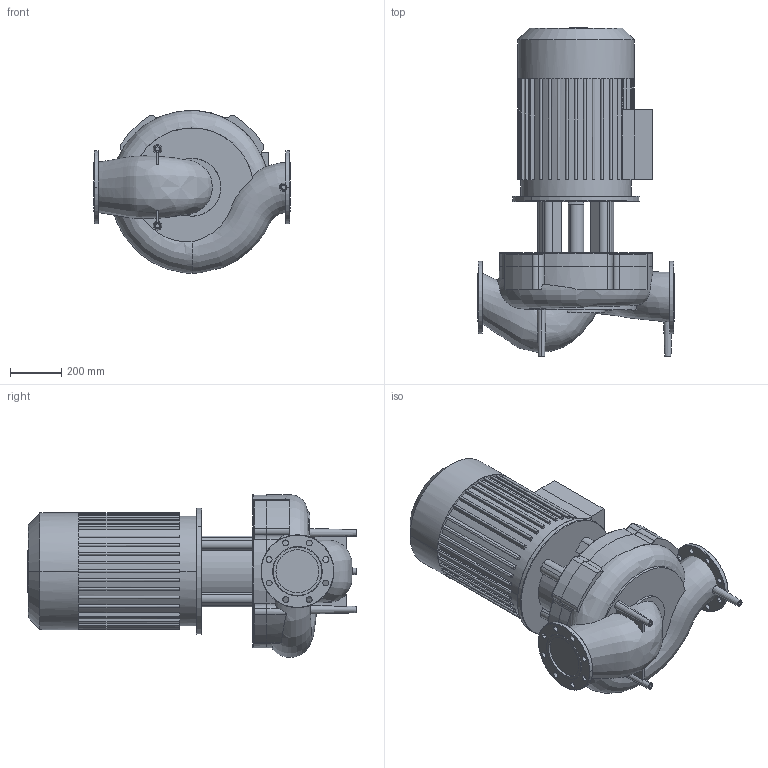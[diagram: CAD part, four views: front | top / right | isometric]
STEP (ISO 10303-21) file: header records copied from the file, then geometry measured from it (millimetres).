
FILE_DESCRIPTION((''),'2;1');
FILE_NAME('3d_IL150_325-37_4-2142045.stp','2016-05-24T12:05:50',(''),(''),'Mechanical Desktop 2009','Mechanical Desktop 2009',', , ');
FILE_SCHEMA(('CONFIG_CONTROL_DESIGN'));
Length unit declared in the file: millimetre
Products named in the file (1): Product
Bounding box: 770 x 1285.06 x 637 mm (x, y, z)
Volume: 201665784 mm3; surface area: 4623367.5 mm2
Topology: 10 solids, 10 shells, 548 faces, 1458 edges, 934 vertices
Faces by surface type: plane 193, cylinder 148, bspline 146, torus 48, cone 13
Entity records: 28403 total; most frequent: CARTESIAN_POINT 14762, ORIENTED_EDGE 2896, DIRECTION 2822, EDGE_CURVE 1448, AXIS2_PLACEMENT_3D 1105, VERTEX_POINT 933, CIRCLE 702, EDGE_LOOP 615
